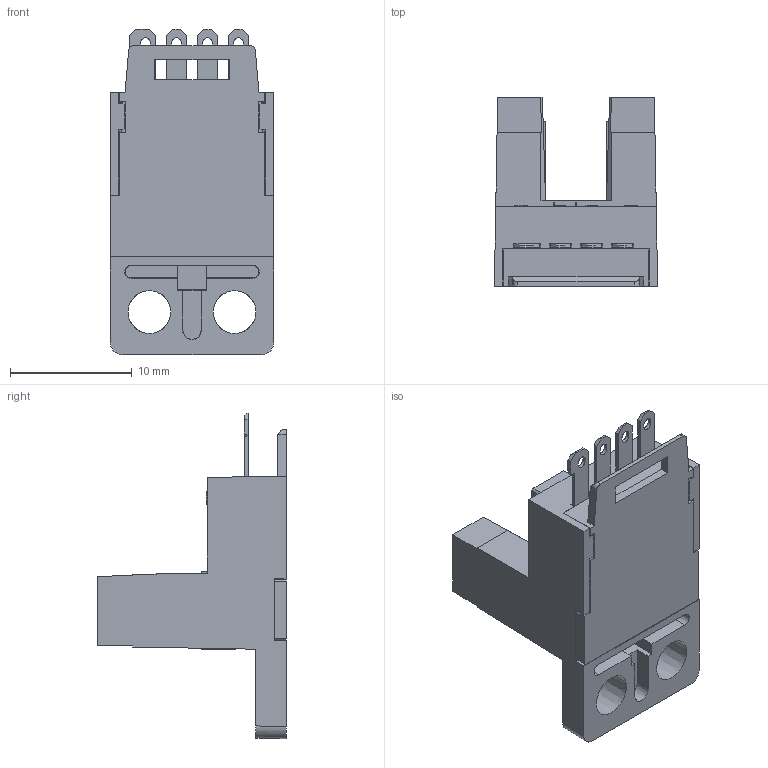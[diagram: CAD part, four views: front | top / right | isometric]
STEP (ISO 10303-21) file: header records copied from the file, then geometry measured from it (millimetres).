
FILE_DESCRIPTION((''),'2;1');
FILE_NAME('GL5_Y_CO_ASM','2011-03-29T',('sereneee'),(''),'PRO/ENGINEER BY PARAMETRIC TECHNOLOGY CORPORATION, 2006140','PRO/ENGINEER BY PARAMETRIC TECHNOLOGY CORPORATION, 2006140','');
FILE_SCHEMA(('CONFIG_CONTROL_DESIGN'));
Length unit declared in the file: millimetre
Products named in the file (10): MSBR-9; MSBR-8; MSBR-7; MSBR-6; MSBR-5; MSBR-4; MSBR-3; MSBR-2; MSBR-1; GL5_Y_CO_ASM
Assembly tree (9 placements, depth 2):
  GL5_Y_CO_ASM
    MSBR-9
    MSBR-8
    MSBR-7
    MSBR-6
    MSBR-5
    MSBR-4
    MSBR-3
    MSBR-2
    MSBR-1
Bounding box: 13.4 x 15.5 x 26.7 mm (x, y, z)
Volume: 903.5 mm3; surface area: 2589.5 mm2
Topology: 9 solids, 9 shells, 394 faces, 1106 edges, 734 vertices
Faces by surface type: plane 362, cylinder 25, cone 7
Entity records: 12797 total; most frequent: CARTESIAN_POINT 2337, ORIENTED_EDGE 2212, DIRECTION 1978, EDGE_CURVE 1106, VECTOR 1024, LINE 1024, VERTEX_POINT 734, AXIS2_PLACEMENT_3D 477
